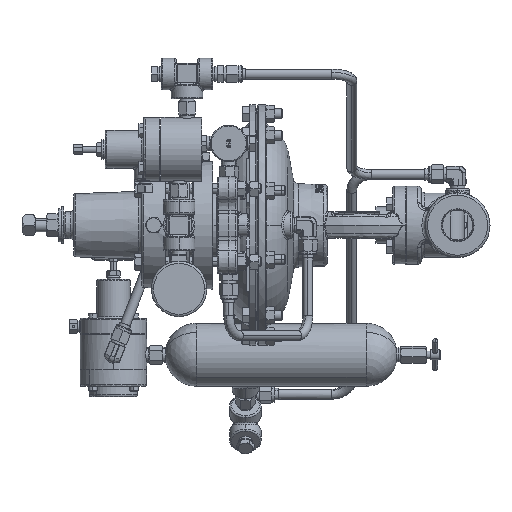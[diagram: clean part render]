
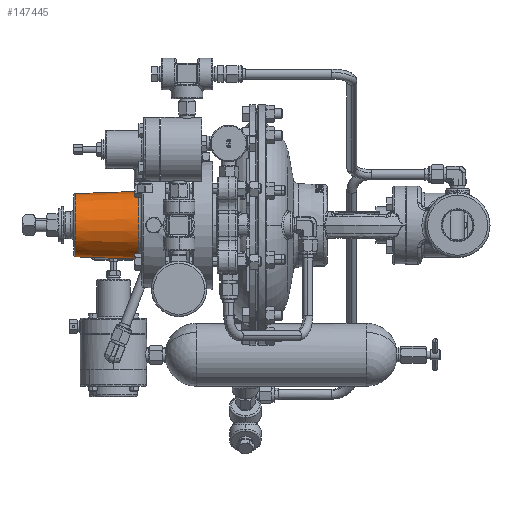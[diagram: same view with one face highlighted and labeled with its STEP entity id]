
A CAD part, left-side view. The second image highlights one B-rep face of the part: STEP entity #147445.
In plain terms, the highlighted conical face has half-angle 2 degrees and reference radius 30.163 mm.
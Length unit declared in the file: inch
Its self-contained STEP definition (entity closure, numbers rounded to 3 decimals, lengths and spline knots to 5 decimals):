
#1561 = CARTESIAN_POINT ( 'NONE',  ( -7.70059, 13.484, -1.1875 ) ) ;
#6936 = DIRECTION ( 'NONE',  ( 0., 0., -1. ) ) ;
#8108 = CIRCLE ( 'NONE', #158216, 1.27277 ) ;
#8899 = CONICAL_SURFACE ( 'NONE', #101094, 1.1875, 0.035 ) ;
#11238 = LINE ( 'NONE', #1561, #170200 ) ;
#13028 = VERTEX_POINT ( 'NONE', #145479 ) ;
#13743 = FACE_OUTER_BOUND ( 'NONE', #145723, .T. ) ;
#18321 = DIRECTION ( 'NONE',  ( 0., -0.999, -0.035 ) ) ;
#33251 = CARTESIAN_POINT ( 'NONE',  ( -7.70059, 11.04214, 1.27277 ) ) ;
#54061 = ORIENTED_EDGE ( 'NONE', *, *, #95559, .F. ) ;
#57193 = CARTESIAN_POINT ( 'NONE',  ( -7.70059, 11.04214, 0. ) ) ;
#62256 = CARTESIAN_POINT ( 'NONE',  ( -7.70059, 13.42368, 0. ) ) ;
#68002 = CIRCLE ( 'NONE', #77393, 1.18961 ) ;
#72860 = DIRECTION ( 'NONE',  ( 0., 0., -1. ) ) ;
#77393 = AXIS2_PLACEMENT_3D ( 'NONE', #62256, #169940, #77851 ) ;
#77851 = DIRECTION ( 'NONE',  ( 0., 0., 1. ) ) ;
#83761 = DIRECTION ( 'NONE',  ( 0., -1., 0. ) ) ;
#95559 = EDGE_CURVE ( 'NONE', #103039, #123460, #105644, .T. ) ;
#99153 = CARTESIAN_POINT ( 'NONE',  ( -7.70059, 13.484, 0. ) ) ;
#99505 = CARTESIAN_POINT ( 'NONE',  ( -7.70059, 13.484, 1.1875 ) ) ;
#99539 = DIRECTION ( 'NONE',  ( 0., -0.999, 0.035 ) ) ;
#101094 = AXIS2_PLACEMENT_3D ( 'NONE', #99153, #83761, #6936 ) ;
#103039 = VERTEX_POINT ( 'NONE', #119760 ) ;
#105644 = LINE ( 'NONE', #99505, #182466 ) ;
#119760 = CARTESIAN_POINT ( 'NONE',  ( -7.70059, 13.42368, 1.18961 ) ) ;
#123460 = VERTEX_POINT ( 'NONE', #33251 ) ;
#127529 = EDGE_CURVE ( 'NONE', #13028, #160120, #11238, .T. ) ;
#133862 = EDGE_CURVE ( 'NONE', #103039, #13028, #68002, .T. ) ;
#139467 = EDGE_CURVE ( 'NONE', #160120, #123460, #8108, .T. ) ;
#145479 = CARTESIAN_POINT ( 'NONE',  ( -7.70059, 13.42368, -1.18961 ) ) ;
#145723 = EDGE_LOOP ( 'NONE', ( #54061, #178740, #194573, #190595 ) ) ;
#147445 = ADVANCED_FACE ( 'NONE', ( #13743 ), #8899, .T. ) ;
#154879 = CARTESIAN_POINT ( 'NONE',  ( -7.70059, 11.04214, -1.27277 ) ) ;
#158216 = AXIS2_PLACEMENT_3D ( 'NONE', #57193, #165004, #72860 ) ;
#160120 = VERTEX_POINT ( 'NONE', #154879 ) ;
#165004 = DIRECTION ( 'NONE',  ( 0., 1., 0. ) ) ;
#169940 = DIRECTION ( 'NONE',  ( 0., -1., 0. ) ) ;
#170200 = VECTOR ( 'NONE', #18321, 39.37008 ) ;
#178740 = ORIENTED_EDGE ( 'NONE', *, *, #133862, .T. ) ;
#182466 = VECTOR ( 'NONE', #99539, 39.37008 ) ;
#190595 = ORIENTED_EDGE ( 'NONE', *, *, #139467, .T. ) ;
#194573 = ORIENTED_EDGE ( 'NONE', *, *, #127529, .T. ) ;
